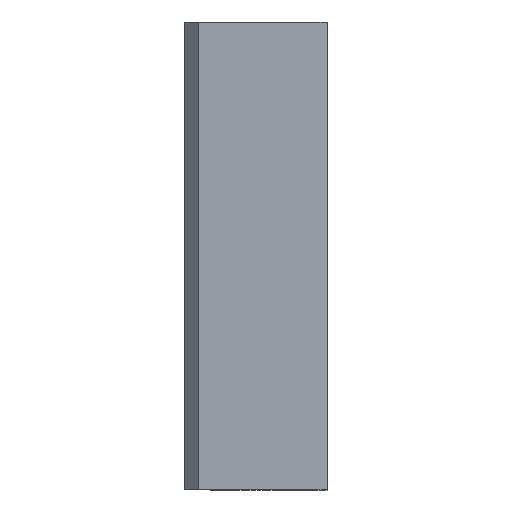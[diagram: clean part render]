
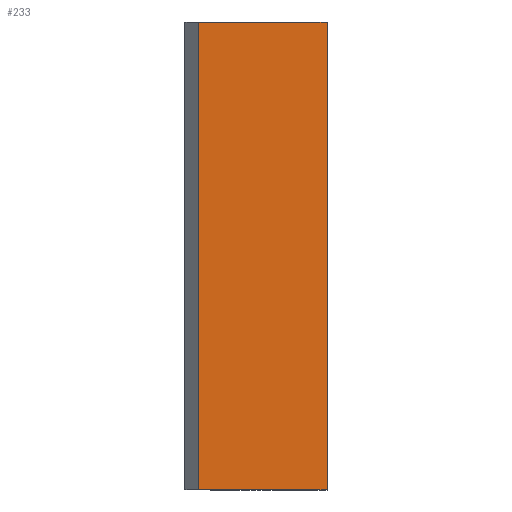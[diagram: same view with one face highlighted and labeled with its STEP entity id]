
A CAD part, left-side view. The second image highlights one B-rep face of the part: STEP entity #233.
In plain terms, the highlighted planar face has unit normal (-1, 0, 0).
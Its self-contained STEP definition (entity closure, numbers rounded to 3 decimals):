
#207 = CARTESIAN_POINT ( 'NONE',  ( -20., 3.45, -14. ) ) ;
#213 = EDGE_LOOP ( 'NONE', ( #486, #910, #363, #261 ) ) ;
#214 = CARTESIAN_POINT ( 'NONE',  ( -20., 3.45, 14. ) ) ;
#233 = ADVANCED_FACE ( 'NONE', ( #997 ), #1147, .T. ) ;
#261 = ORIENTED_EDGE ( 'NONE', *, *, #342, .F. ) ;
#278 = LINE ( 'NONE', #432, #1114 ) ;
#280 = EDGE_CURVE ( 'NONE', #968, #1020, #316, .T. ) ;
#310 = CARTESIAN_POINT ( 'NONE',  ( -20., -4.25, 14. ) ) ;
#316 = LINE ( 'NONE', #207, #465 ) ;
#342 = EDGE_CURVE ( 'NONE', #852, #1222, #278, .T. ) ;
#363 = ORIENTED_EDGE ( 'NONE', *, *, #938, .T. ) ;
#432 = CARTESIAN_POINT ( 'NONE',  ( -20., -4.25, 14. ) ) ;
#443 = DIRECTION ( 'NONE',  ( 0., 0., -1. ) ) ;
#465 = VECTOR ( 'NONE', #443, 1000. ) ;
#486 = ORIENTED_EDGE ( 'NONE', *, *, #1442, .F. ) ;
#656 = DIRECTION ( 'NONE',  ( 0., 0., -1. ) ) ;
#660 = CARTESIAN_POINT ( 'NONE',  ( -20., 3.45, -14. ) ) ;
#696 = AXIS2_PLACEMENT_3D ( 'NONE', #792, #785, #1156 ) ;
#706 = VECTOR ( 'NONE', #729, 1000. ) ;
#729 = DIRECTION ( 'NONE',  ( 0., -1., 0. ) ) ;
#785 = DIRECTION ( 'NONE',  ( -1., 0., 0. ) ) ;
#792 = CARTESIAN_POINT ( 'NONE',  ( -20., 4.25, 14. ) ) ;
#852 = VERTEX_POINT ( 'NONE', #310 ) ;
#893 = CARTESIAN_POINT ( 'NONE',  ( -20., -4.25, -14. ) ) ;
#905 = DIRECTION ( 'NONE',  ( 0., -1., 0. ) ) ;
#910 = ORIENTED_EDGE ( 'NONE', *, *, #280, .T. ) ;
#927 = CARTESIAN_POINT ( 'NONE',  ( -20., 4.25, -14. ) ) ;
#938 = EDGE_CURVE ( 'NONE', #1020, #1222, #1482, .T. ) ;
#968 = VERTEX_POINT ( 'NONE', #214 ) ;
#997 = FACE_OUTER_BOUND ( 'NONE', #213, .T. ) ;
#1020 = VERTEX_POINT ( 'NONE', #660 ) ;
#1035 = LINE ( 'NONE', #1337, #706 ) ;
#1114 = VECTOR ( 'NONE', #656, 1000. ) ;
#1147 = PLANE ( 'NONE',  #696 ) ;
#1156 = DIRECTION ( 'NONE',  ( 0., -1., 0. ) ) ;
#1217 = VECTOR ( 'NONE', #905, 1000. ) ;
#1222 = VERTEX_POINT ( 'NONE', #893 ) ;
#1337 = CARTESIAN_POINT ( 'NONE',  ( -20., 4.25, 14. ) ) ;
#1442 = EDGE_CURVE ( 'NONE', #968, #852, #1035, .T. ) ;
#1482 = LINE ( 'NONE', #927, #1217 ) ;
